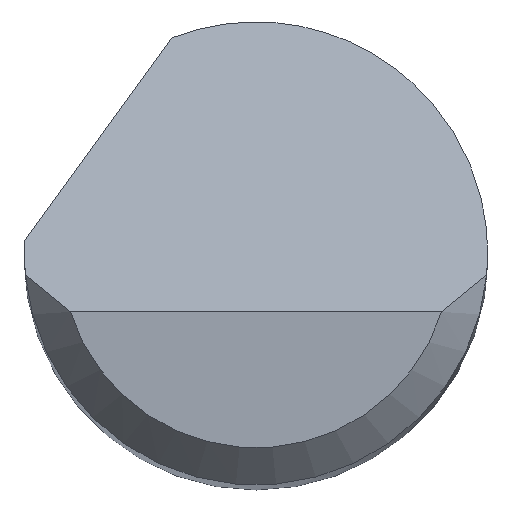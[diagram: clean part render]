
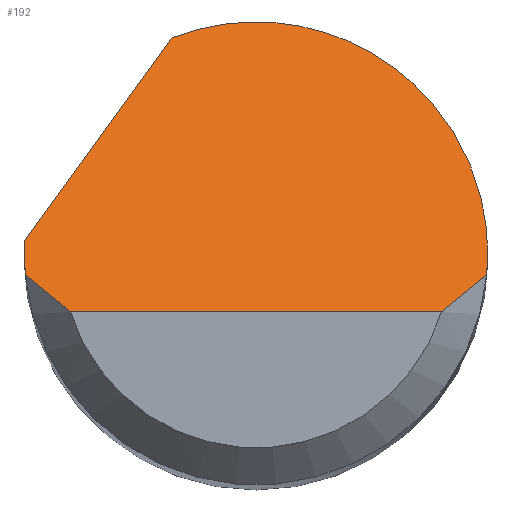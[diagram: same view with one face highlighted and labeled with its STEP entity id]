
A CAD part, top view. The second image highlights one B-rep face of the part: STEP entity #192.
In plain terms, the highlighted planar face has unit normal (0, 0.707, 0.707).
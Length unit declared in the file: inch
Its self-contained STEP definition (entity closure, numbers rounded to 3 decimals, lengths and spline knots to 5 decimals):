
#33 = CARTESIAN_POINT ( 'NONE',  ( -0.03394, 0.08739, 1.38886 ) ) ;
#40 = LINE ( 'NONE', #564, #679 ) ;
#61 = LINE ( 'NONE', #74, #515 ) ;
#72 = PLANE ( 'NONE',  #184 ) ;
#74 = CARTESIAN_POINT ( 'NONE',  ( -0.11014, -0.01781, 1.49406 ) ) ;
#95 = VERTEX_POINT ( 'NONE', #732 ) ;
#96 = CARTESIAN_POINT ( 'NONE',  ( 0.09375, 0.07266, 1.40359 ) ) ;
#99 = CARTESIAN_POINT ( 'NONE',  ( -0.09334, -0.00875, 1.485 ) ) ;
#105 = CARTESIAN_POINT ( 'NONE',  ( -0.09334, -0.00875, 1.485 ) ) ;
#108 = CARTESIAN_POINT ( 'NONE',  ( -0.09375, 0., 1.47625 ) ) ;
#114 = CARTESIAN_POINT ( 'NONE',  ( -0.09361, -0.00584, 1.48209 ) ) ;
#124 = CARTESIAN_POINT ( 'NONE',  ( 0.09334, -0.00875, 1.485 ) ) ;
#149 = CARTESIAN_POINT ( 'NONE',  ( 0.09375, 0., 1.47625 ) ) ;
#181 = DIRECTION ( 'NONE',  ( 0., -0.707, -0.707 ) ) ;
#184 = AXIS2_PLACEMENT_3D ( 'NONE', #722, #181, #669 ) ;
#190 = CARTESIAN_POINT ( 'NONE',  ( -0.09334, -0.00875, 1.485 ) ) ;
#192 = ADVANCED_FACE ( 'NONE', ( #480 ), #72, .F. ) ;
#194 = CARTESIAN_POINT ( 'NONE',  ( 0.08761, -0.01397, 1.49022 ) ) ;
#208 = CARTESIAN_POINT ( 'NONE',  ( 0.09334, -0.00875, 1.485 ) ) ;
#213 = DIRECTION ( 'NONE',  ( 1., 0., 0. ) ) ;
#222 = ORIENTED_EDGE ( 'NONE', *, *, #703, .T. ) ;
#235 = EDGE_CURVE ( 'NONE', #692, #95, #364, .T. ) ;
#244 = VERTEX_POINT ( 'NONE', #631 ) ;
#245 = DIRECTION ( 'NONE',  ( 0.456, 0.629, -0.629 ) ) ;
#269 = CARTESIAN_POINT ( 'NONE',  ( 0.09375, 0., 1.47625 ) ) ;
#276 = CARTESIAN_POINT ( 'NONE',  ( 0.09334, -0.00875, 1.485 ) ) ;
#301 = EDGE_CURVE ( 'NONE', #386, #532, #675, .T. ) ;
#303 = CARTESIAN_POINT ( 'NONE',  ( -0.08761, -0.01397, 1.49022 ) ) ;
#304 =( BOUNDED_CURVE ( )  B_SPLINE_CURVE ( 3, ( #105, #114, #599, #108 ),
 .UNSPECIFIED., .F., .T. ) 
 B_SPLINE_CURVE_WITH_KNOTS ( ( 4, 4 ),
 ( 4.61892, 4.71239 ),
 .UNSPECIFIED. ) 
 CURVE ( )  GEOMETRIC_REPRESENTATION_ITEM ( )  RATIONAL_B_SPLINE_CURVE ( ( 1., 0.999, 0.999, 1. ) ) 
 REPRESENTATION_ITEM ( '' )  );
#306 = ORIENTED_EDGE ( 'NONE', *, *, #353, .T. ) ;
#350 = CARTESIAN_POINT ( 'NONE',  ( 0.09375, 0., 1.47625 ) ) ;
#353 = EDGE_CURVE ( 'NONE', #532, #572, #40, .T. ) ;
#357 =( BOUNDED_CURVE ( )  B_SPLINE_CURVE ( 3, ( #269, #501, #582, #208 ),
 .UNSPECIFIED., .F., .T. ) 
 B_SPLINE_CURVE_WITH_KNOTS ( ( 4, 4 ),
 ( 1.5708, 1.66427 ),
 .UNSPECIFIED. ) 
 CURVE ( )  GEOMETRIC_REPRESENTATION_ITEM ( )  RATIONAL_B_SPLINE_CURVE ( ( 1., 0.999, 0.999, 1. ) ) 
 REPRESENTATION_ITEM ( '' )  );
#364 =( BOUNDED_CURVE ( )  B_SPLINE_CURVE ( 3, ( #438, #496, #382, #678 ),
 .UNSPECIFIED., .F., .T. ) 
 B_SPLINE_CURVE_WITH_KNOTS ( ( 4, 4 ),
 ( 4.71239, 4.76575 ),
 .UNSPECIFIED. ) 
 CURVE ( )  GEOMETRIC_REPRESENTATION_ITEM ( )  RATIONAL_B_SPLINE_CURVE ( ( 1., 1., 1., 1. ) ) 
 REPRESENTATION_ITEM ( '' )  );
#382 = CARTESIAN_POINT ( 'NONE',  ( -0.09371, 0.00333, 1.47292 ) ) ;
#386 = VERTEX_POINT ( 'NONE', #99 ) ;
#398 = ORIENTED_EDGE ( 'NONE', *, *, #446, .F. ) ;
#400 = EDGE_CURVE ( 'NONE', #488, #516, #357, .T. ) ;
#420 = CARTESIAN_POINT ( 'NONE',  ( -0.09375, 0., 1.47625 ) ) ;
#438 = CARTESIAN_POINT ( 'NONE',  ( -0.09375, 0., 1.47625 ) ) ;
#446 = EDGE_CURVE ( 'NONE', #244, #488, #587, .T. ) ;
#449 = CARTESIAN_POINT ( 'NONE',  ( 0.03379, 0.11369, 1.36256 ) ) ;
#456 = ORIENTED_EDGE ( 'NONE', *, *, #556, .F. ) ;
#473 = ORIENTED_EDGE ( 'NONE', *, *, #400, .F. ) ;
#480 = FACE_OUTER_BOUND ( 'NONE', #536, .T. ) ;
#488 = VERTEX_POINT ( 'NONE', #350 ) ;
#496 = CARTESIAN_POINT ( 'NONE',  ( -0.09375, 0.00167, 1.47458 ) ) ;
#501 = CARTESIAN_POINT ( 'NONE',  ( 0.09375, -0.00292, 1.47917 ) ) ;
#505 = B_SPLINE_CURVE_WITH_KNOTS ( 'NONE', 3,
 ( #665, #733, #194, #124 ),
 .UNSPECIFIED., .F., .F.,
 ( 4, 4 ),
 ( 0., 0.00071 ),
 .UNSPECIFIED. ) ;
#515 = VECTOR ( 'NONE', #245, 39.37008 ) ;
#516 = VERTEX_POINT ( 'NONE', #276 ) ;
#532 = VERTEX_POINT ( 'NONE', #652 ) ;
#536 = EDGE_LOOP ( 'NONE', ( #306, #222, #473, #398, #624, #664, #456, #676 ) ) ;
#556 = EDGE_CURVE ( 'NONE', #386, #692, #304, .T. ) ;
#564 = CARTESIAN_POINT ( 'NONE',  ( 0., -0.02375, 1.5 ) ) ;
#572 = VERTEX_POINT ( 'NONE', #588 ) ;
#582 = CARTESIAN_POINT ( 'NONE',  ( 0.09361, -0.00584, 1.48209 ) ) ;
#587 =( BOUNDED_CURVE ( )  B_SPLINE_CURVE ( 3, ( #33, #449, #96, #149 ),
 .UNSPECIFIED., .F., .T. ) 
 B_SPLINE_CURVE_WITH_KNOTS ( ( 4, 4 ),
 ( 5.91277, 7.85398 ),
 .UNSPECIFIED. ) 
 CURVE ( )  GEOMETRIC_REPRESENTATION_ITEM ( )  RATIONAL_B_SPLINE_CURVE ( ( 1., 0.71, 0.71, 1. ) ) 
 REPRESENTATION_ITEM ( '' )  );
#588 = CARTESIAN_POINT ( 'NONE',  ( 0.07508, -0.02375, 1.5 ) ) ;
#599 = CARTESIAN_POINT ( 'NONE',  ( -0.09375, -0.00292, 1.47917 ) ) ;
#624 = ORIENTED_EDGE ( 'NONE', *, *, #643, .F. ) ;
#631 = CARTESIAN_POINT ( 'NONE',  ( -0.03394, 0.08739, 1.38886 ) ) ;
#643 = EDGE_CURVE ( 'NONE', #95, #244, #61, .T. ) ;
#652 = CARTESIAN_POINT ( 'NONE',  ( -0.07508, -0.02375, 1.5 ) ) ;
#664 = ORIENTED_EDGE ( 'NONE', *, *, #235, .F. ) ;
#665 = CARTESIAN_POINT ( 'NONE',  ( 0.07508, -0.02375, 1.5 ) ) ;
#669 = DIRECTION ( 'NONE',  ( 0., 0.707, -0.707 ) ) ;
#675 = B_SPLINE_CURVE_WITH_KNOTS ( 'NONE', 3,
 ( #190, #303, #734, #738 ),
 .UNSPECIFIED., .F., .F.,
 ( 4, 4 ),
 ( 0., 0.00071 ),
 .UNSPECIFIED. ) ;
#676 = ORIENTED_EDGE ( 'NONE', *, *, #301, .T. ) ;
#678 = CARTESIAN_POINT ( 'NONE',  ( -0.09362, 0.005, 1.47125 ) ) ;
#679 = VECTOR ( 'NONE', #213, 39.37008 ) ;
#692 = VERTEX_POINT ( 'NONE', #420 ) ;
#703 = EDGE_CURVE ( 'NONE', #572, #516, #505, .T. ) ;
#722 = CARTESIAN_POINT ( 'NONE',  ( -0.09375, -0.02375, 1.5 ) ) ;
#732 = CARTESIAN_POINT ( 'NONE',  ( -0.09362, 0.005, 1.47125 ) ) ;
#733 = CARTESIAN_POINT ( 'NONE',  ( 0.08157, -0.019, 1.49525 ) ) ;
#734 = CARTESIAN_POINT ( 'NONE',  ( -0.08157, -0.019, 1.49525 ) ) ;
#738 = CARTESIAN_POINT ( 'NONE',  ( -0.07508, -0.02375, 1.5 ) ) ;
